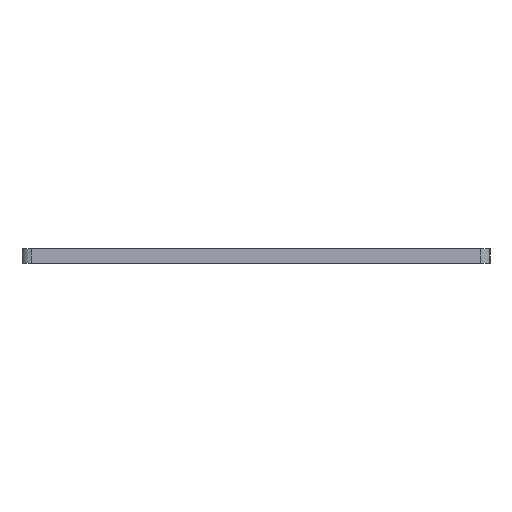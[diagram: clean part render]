
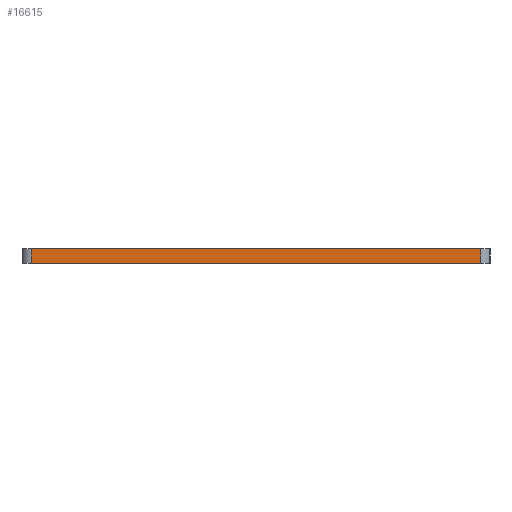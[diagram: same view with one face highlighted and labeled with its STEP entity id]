
A CAD part, left-side view. The second image highlights one B-rep face of the part: STEP entity #16615.
In plain terms, the highlighted planar face has unit normal (-1, 0, 0).
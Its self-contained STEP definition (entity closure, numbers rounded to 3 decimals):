
#2629=FACE_OUTER_BOUND('',#3589,.T.);
#3589=EDGE_LOOP('',(#15382,#15383,#15384,#15385));
#4942=LINE('',#33255,#6310);
#4950=LINE('',#33312,#6318);
#4957=LINE('',#33324,#6325);
#4958=LINE('',#33327,#6326);
#6310=VECTOR('',#18971,10.);
#6318=VECTOR('',#19045,10.);
#6325=VECTOR('',#19062,10.);
#6326=VECTOR('',#19067,10.);
#7952=VERTEX_POINT('',#33241);
#7958=VERTEX_POINT('',#33253);
#7968=VERTEX_POINT('',#33298);
#7974=VERTEX_POINT('',#33310);
#10418=EDGE_CURVE('',#7958,#7952,#4942,.T.);
#10438=EDGE_CURVE('',#7968,#7974,#4950,.T.);
#10445=EDGE_CURVE('',#7952,#7974,#4957,.T.);
#10446=EDGE_CURVE('',#7968,#7958,#4958,.T.);
#15382=ORIENTED_EDGE('',*,*,#10438,.T.);
#15383=ORIENTED_EDGE('',*,*,#10445,.F.);
#15384=ORIENTED_EDGE('',*,*,#10418,.F.);
#15385=ORIENTED_EDGE('',*,*,#10446,.F.);
#15726=PLANE('',#16978);
#16615=ADVANCED_FACE('',(#2629),#15726,.T.);
#16978=AXIS2_PLACEMENT_3D('',#33328,#19068,#19069);
#18971=DIRECTION('',(0.,-1.,0.));
#19045=DIRECTION('',(0.,-1.,0.));
#19062=DIRECTION('',(0.,0.,-1.));
#19067=DIRECTION('',(0.,0.,1.));
#19068=DIRECTION('center_axis',(-1.,0.,0.));
#19069=DIRECTION('ref_axis',(0.,-1.,0.));
#33241=CARTESIAN_POINT('',(0.,-98.,57.));
#33253=CARTESIAN_POINT('',(0.,-2.,57.));
#33255=CARTESIAN_POINT('',(0.,-100.,57.));
#33298=CARTESIAN_POINT('',(0.,-2.,54.));
#33310=CARTESIAN_POINT('',(0.,-98.,54.));
#33312=CARTESIAN_POINT('',(0.,-25.,54.));
#33324=CARTESIAN_POINT('',(0.,-98.,0.));
#33327=CARTESIAN_POINT('',(0.,-2.,0.));
#33328=CARTESIAN_POINT('Origin',(0.,0.,0.));
